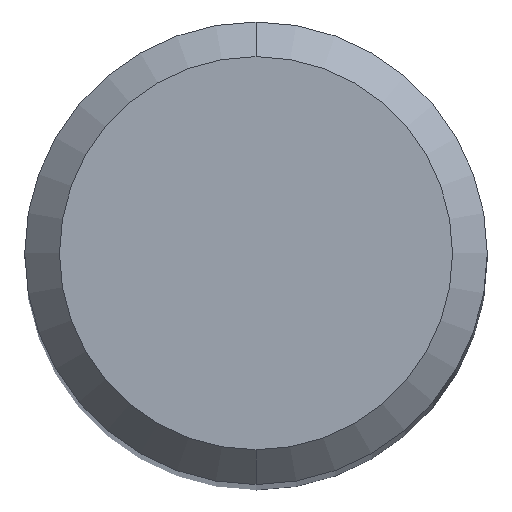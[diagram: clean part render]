
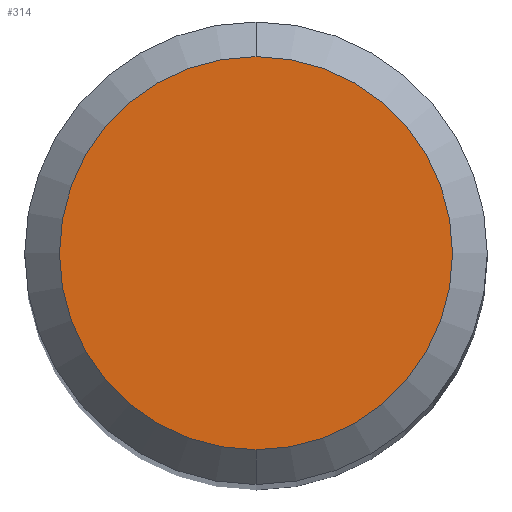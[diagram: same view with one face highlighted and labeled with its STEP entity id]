
A CAD part, top view. The second image highlights one B-rep face of the part: STEP entity #314.
In plain terms, the highlighted planar face has unit normal (0, 0, 1).
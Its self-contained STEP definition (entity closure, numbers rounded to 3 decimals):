
#236=VERTEX_POINT('',#575);
#314=ADVANCED_FACE('',(#663),#664,.T.);
#382=EDGE_CURVE('',#236,#476,#741,.T.);
#456=EDGE_CURVE('',#476,#236,#823,.T.);
#476=VERTEX_POINT('',#843);
#575=CARTESIAN_POINT('',(0.0,1.7,0.0));
#663=FACE_OUTER_BOUND('',#1127,.T.);
#664=PLANE('',#1128);
#741=CIRCLE('',#1251,1.7);
#823=CIRCLE('',#1440,1.7);
#843=CARTESIAN_POINT('',(0.,-1.7,0.0));
#1127=EDGE_LOOP('',(#1724,#1725));
#1128=AXIS2_PLACEMENT_3D('',#1726,#1727,#1728);
#1251=AXIS2_PLACEMENT_3D('',#1808,#1809,#1810);
#1440=AXIS2_PLACEMENT_3D('',#1913,#1914,#1915);
#1724=ORIENTED_EDGE('',*,*,#382,.F.);
#1725=ORIENTED_EDGE('',*,*,#456,.F.);
#1726=CARTESIAN_POINT('',(0.0,0.85,0.0));
#1727=DIRECTION('',(-0.0,0.0,1.0));
#1728=DIRECTION('',(0.0,-1.0,0.0));
#1808=CARTESIAN_POINT('',(0.0,0.0,0.0));
#1809=DIRECTION('',(0.0,0.0,-1.0));
#1810=DIRECTION('',(0.0,1.0,0.0));
#1913=CARTESIAN_POINT('',(0.0,0.0,0.0));
#1914=DIRECTION('',(0.0,0.0,-1.0));
#1915=DIRECTION('',(0.0,1.0,0.0));
